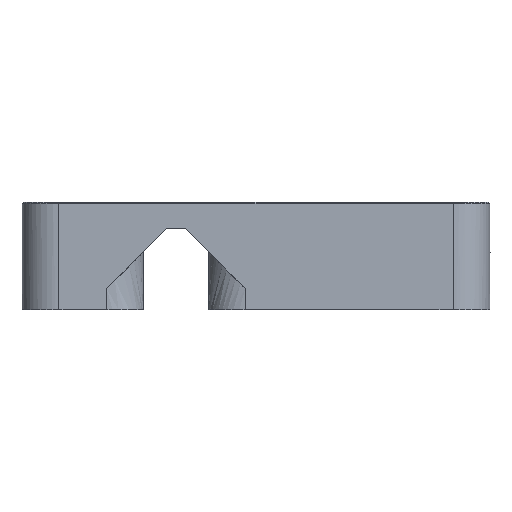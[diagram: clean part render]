
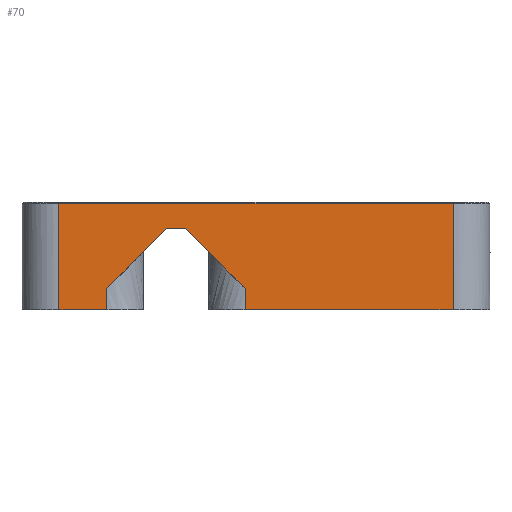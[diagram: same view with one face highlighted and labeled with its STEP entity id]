
A CAD part, left-side view. The second image highlights one B-rep face of the part: STEP entity #70.
In plain terms, the highlighted planar face has unit normal (-1, 0, 0).
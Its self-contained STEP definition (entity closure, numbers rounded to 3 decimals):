
#70=ADVANCED_FACE('',(#478),#6111,.T.);
#478=FACE_OUTER_BOUND('',#886,.T.);
#886=EDGE_LOOP('',(#1388,#1389,#1390,#1391,#1392,#1393,#1394,#1395,#1396,
#1397,#1398,#1399));
#1388=ORIENTED_EDGE('',*,*,#3505,.T.);
#1389=ORIENTED_EDGE('',*,*,#3371,.F.);
#1390=ORIENTED_EDGE('',*,*,#3355,.T.);
#1391=ORIENTED_EDGE('',*,*,#3370,.F.);
#1392=ORIENTED_EDGE('',*,*,#3361,.F.);
#1393=ORIENTED_EDGE('',*,*,#3304,.F.);
#1394=ORIENTED_EDGE('',*,*,#3321,.F.);
#1395=ORIENTED_EDGE('',*,*,#3298,.F.);
#1396=ORIENTED_EDGE('',*,*,#3360,.F.);
#1397=ORIENTED_EDGE('',*,*,#3372,.T.);
#1398=ORIENTED_EDGE('',*,*,#3351,.F.);
#1399=ORIENTED_EDGE('',*,*,#3369,.T.);
#3298=EDGE_CURVE('',#5326,#5328,#4528,.T.);
#3304=EDGE_CURVE('',#5333,#5327,#4534,.T.);
#3321=EDGE_CURVE('',#5328,#5333,#4551,.T.);
#3351=EDGE_CURVE('',#5364,#5363,#4575,.T.);
#3355=EDGE_CURVE('',#5371,#5370,#4579,.T.);
#3360=EDGE_CURVE('',#5377,#5326,#4584,.T.);
#3361=EDGE_CURVE('',#5327,#5378,#4585,.T.);
#3369=EDGE_CURVE('',#5364,#5468,#4593,.T.);
#3370=EDGE_CURVE('',#5378,#5370,#4594,.T.);
#3371=EDGE_CURVE('',#5371,#5469,#4595,.T.);
#3372=EDGE_CURVE('',#5377,#5363,#4596,.T.);
#3505=EDGE_CURVE('',#5468,#5469,#4691,.T.);
#4528=B_SPLINE_CURVE_WITH_KNOTS('',1,(#7478,#7479),.UNSPECIFIED.,.F.,.F.,
(2,2),(-12.,-11.),.UNSPECIFIED.);
#4534=B_SPLINE_CURVE_WITH_KNOTS('',1,(#7490,#7491),.UNSPECIFIED.,.F.,.F.,
(2,2),(-10.,-9.),.UNSPECIFIED.);
#4551=B_SPLINE_CURVE_WITH_KNOTS('',1,(#7524,#7525),.UNSPECIFIED.,.F.,.F.,
(2,2),(-22.8,-19.2),.UNSPECIFIED.);
#4575=B_SPLINE_CURVE_WITH_KNOTS('',1,(#7590,#7591),.UNSPECIFIED.,.F.,.F.,
(2,2),(11.114,53.257),.UNSPECIFIED.);
#4579=B_SPLINE_CURVE_WITH_KNOTS('',1,(#7598,#7599),.UNSPECIFIED.,.F.,.F.,
(2,2),(19.556,44.815),.UNSPECIFIED.);
#4584=B_SPLINE_CURVE_WITH_KNOTS('',3,(#7618,#7619,#7620,#7621,#7622,#7623,
#7624,#7625,#7626,#7627,#7628,#7629),.UNSPECIFIED.,.F.,.F.,(4,1,1,1,1,1,
1,1,1,4),(0.,1.886,3.771,5.657,7.542,
9.428,11.314,13.199,15.085,16.971),
 .UNSPECIFIED.);
#4585=B_SPLINE_CURVE_WITH_KNOTS('',3,(#7630,#7631,#7632,#7633,#7634,#7635,
#7636,#7637,#7638,#7639,#7640,#7641),.UNSPECIFIED.,.F.,.F.,(4,1,1,1,1,1,
1,1,1,4),(-16.971,-15.085,-13.199,-11.314,
-9.428,-7.542,-5.657,-3.771,
-1.886,0.),.UNSPECIFIED.);
#4593=B_SPLINE_CURVE_WITH_KNOTS('',1,(#7666,#7667),.UNSPECIFIED.,.F.,.F.,
(2,2),(0.,38.6),.UNSPECIFIED.);
#4594=B_SPLINE_CURVE_WITH_KNOTS('',1,(#7668,#7669),.UNSPECIFIED.,.F.,.F.,
(2,2),(12.,18.949),.UNSPECIFIED.);
#4595=B_SPLINE_CURVE_WITH_KNOTS('',1,(#7670,#7671),.UNSPECIFIED.,.F.,.F.,
(2,2),(0.,38.6),.UNSPECIFIED.);
#4596=B_SPLINE_CURVE_WITH_KNOTS('',1,(#7672,#7673),.UNSPECIFIED.,.F.,.F.,
(2,2),(12.,18.949),.UNSPECIFIED.);
#4691=B_SPLINE_CURVE_WITH_KNOTS('',1,(#8032,#8033),.UNSPECIFIED.,.F.,.F.,
(2,2),(0.,106.),.UNSPECIFIED.);
#5326=VERTEX_POINT('',#7274);
#5327=VERTEX_POINT('',#7275);
#5328=VERTEX_POINT('',#7276);
#5333=VERTEX_POINT('',#7281);
#5363=VERTEX_POINT('',#7311);
#5364=VERTEX_POINT('',#7312);
#5370=VERTEX_POINT('',#7318);
#5371=VERTEX_POINT('',#7319);
#5377=VERTEX_POINT('',#7325);
#5378=VERTEX_POINT('',#7326);
#5468=VERTEX_POINT('',#7416);
#5469=VERTEX_POINT('',#7417);
#6111=PLANE('',#6389);
#6389=AXIS2_PLACEMENT_3D('',#6917,#6650,$);
#6650=DIRECTION('',(-1.,0.,0.));
#6917=CARTESIAN_POINT('',(-333.708,695.358,14.5));
#7274=CARTESIAN_POINT('',(-333.708,774.858,-1.151));
#7275=CARTESIAN_POINT('',(-333.708,795.858,-1.151));
#7276=CARTESIAN_POINT('',(-333.708,782.358,6.349));
#7281=CARTESIAN_POINT('',(-333.708,788.358,6.349));
#7311=CARTESIAN_POINT('',(-333.708,762.858,-20.1));
#7312=CARTESIAN_POINT('',(-333.708,695.358,-20.1));
#7318=CARTESIAN_POINT('',(-333.708,807.858,-20.1));
#7319=CARTESIAN_POINT('',(-333.708,823.358,-20.1));
#7325=CARTESIAN_POINT('',(-333.708,762.858,-13.151));
#7326=CARTESIAN_POINT('',(-333.708,807.858,-13.151));
#7416=CARTESIAN_POINT('',(-333.708,695.358,14.5));
#7417=CARTESIAN_POINT('',(-333.708,823.358,14.5));
#7478=CARTESIAN_POINT('',(-333.708,774.858,-1.151));
#7479=CARTESIAN_POINT('',(-333.708,782.358,6.349));
#7490=CARTESIAN_POINT('',(-333.708,788.358,6.349));
#7491=CARTESIAN_POINT('',(-333.708,795.858,-1.151));
#7524=CARTESIAN_POINT('',(-333.708,782.358,6.349));
#7525=CARTESIAN_POINT('',(-333.708,788.358,6.349));
#7590=CARTESIAN_POINT('',(-333.708,695.358,-20.1));
#7591=CARTESIAN_POINT('',(-333.708,762.858,-20.1));
#7598=CARTESIAN_POINT('',(-333.708,823.358,-20.1));
#7599=CARTESIAN_POINT('',(-333.708,807.858,-20.1));
#7618=CARTESIAN_POINT('',(-333.708,762.858,-13.151));
#7619=CARTESIAN_POINT('',(-333.708,763.303,-12.706));
#7620=CARTESIAN_POINT('',(-333.708,764.192,-11.817));
#7621=CARTESIAN_POINT('',(-333.708,765.525,-10.484));
#7622=CARTESIAN_POINT('',(-333.708,766.858,-9.151));
#7623=CARTESIAN_POINT('',(-333.708,768.192,-7.817));
#7624=CARTESIAN_POINT('',(-333.708,769.525,-6.484));
#7625=CARTESIAN_POINT('',(-333.708,770.858,-5.151));
#7626=CARTESIAN_POINT('',(-333.708,772.192,-3.817));
#7627=CARTESIAN_POINT('',(-333.708,773.525,-2.484));
#7628=CARTESIAN_POINT('',(-333.708,774.414,-1.595));
#7629=CARTESIAN_POINT('',(-333.708,774.858,-1.151));
#7630=CARTESIAN_POINT('',(-333.708,795.858,-1.151));
#7631=CARTESIAN_POINT('',(-333.708,796.303,-1.595));
#7632=CARTESIAN_POINT('',(-333.708,797.192,-2.484));
#7633=CARTESIAN_POINT('',(-333.708,798.525,-3.817));
#7634=CARTESIAN_POINT('',(-333.708,799.858,-5.151));
#7635=CARTESIAN_POINT('',(-333.708,801.192,-6.484));
#7636=CARTESIAN_POINT('',(-333.708,802.525,-7.817));
#7637=CARTESIAN_POINT('',(-333.708,803.858,-9.151));
#7638=CARTESIAN_POINT('',(-333.708,805.192,-10.484));
#7639=CARTESIAN_POINT('',(-333.708,806.525,-11.817));
#7640=CARTESIAN_POINT('',(-333.708,807.414,-12.706));
#7641=CARTESIAN_POINT('',(-333.708,807.858,-13.151));
#7666=CARTESIAN_POINT('',(-333.708,695.358,-20.1));
#7667=CARTESIAN_POINT('',(-333.708,695.358,14.5));
#7668=CARTESIAN_POINT('',(-333.708,807.858,-13.151));
#7669=CARTESIAN_POINT('',(-333.708,807.858,-20.1));
#7670=CARTESIAN_POINT('',(-333.708,823.358,-20.1));
#7671=CARTESIAN_POINT('',(-333.708,823.358,14.5));
#7672=CARTESIAN_POINT('',(-333.708,762.858,-13.151));
#7673=CARTESIAN_POINT('',(-333.708,762.858,-20.1));
#8032=CARTESIAN_POINT('',(-333.708,695.358,14.5));
#8033=CARTESIAN_POINT('',(-333.708,823.358,14.5));
